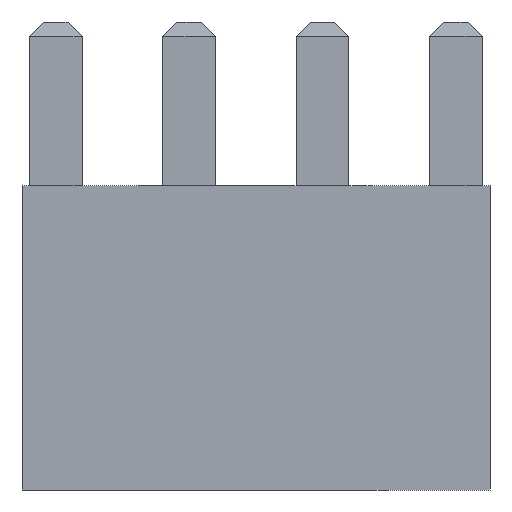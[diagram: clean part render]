
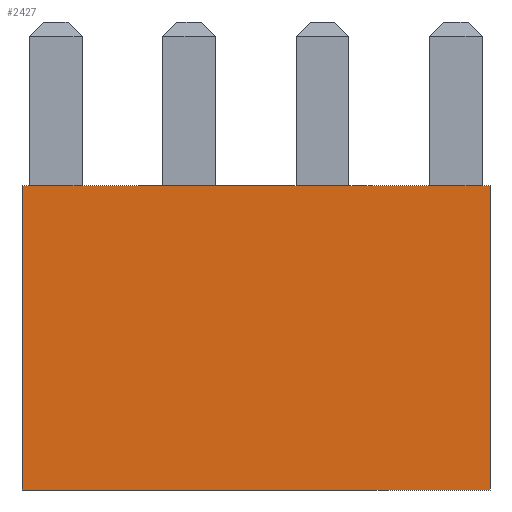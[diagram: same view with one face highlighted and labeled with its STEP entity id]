
A CAD part, left-side view. The second image highlights one B-rep face of the part: STEP entity #2427.
In plain terms, the highlighted planar face has unit normal (-1, 0, 0).
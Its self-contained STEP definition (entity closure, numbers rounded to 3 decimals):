
#128 = CARTESIAN_POINT ( 'NONE',  ( -5., -5., 0. ) ) ;
#146 = CARTESIAN_POINT ( 'NONE',  ( -5., 5., 0. ) ) ;
#295 = VECTOR ( 'NONE', #928, 1000. ) ;
#306 = VECTOR ( 'NONE', #895, 1000. ) ;
#341 = VECTOR ( 'NONE', #804, 1000. ) ;
#370 = VECTOR ( 'NONE', #702, 1000. ) ;
#410 = AXIS2_PLACEMENT_3D ( 'NONE', #531, #529, #528 ) ;
#528 = DIRECTION ( 'NONE',  ( 0., 1., 0. ) ) ;
#529 = DIRECTION ( 'NONE',  ( 1., 0., 0. ) ) ;
#531 = CARTESIAN_POINT ( 'NONE',  ( -5., 5., 6.5 ) ) ;
#532 = PLANE ( 'NONE',  #410 ) ;
#537 = FACE_OUTER_BOUND ( 'NONE', #1832, .T. ) ;
#702 = DIRECTION ( 'NONE',  ( 0., -1., 0. ) ) ;
#703 = CARTESIAN_POINT ( 'NONE',  ( -5., 5., 0. ) ) ;
#704 = LINE ( 'NONE', #703, #370 ) ;
#804 = DIRECTION ( 'NONE',  ( 0., 0., -1. ) ) ;
#805 = CARTESIAN_POINT ( 'NONE',  ( -5., -5., 6.5 ) ) ;
#818 = LINE ( 'NONE', #805, #341 ) ;
#895 = DIRECTION ( 'NONE',  ( 0., -1., 0. ) ) ;
#897 = CARTESIAN_POINT ( 'NONE',  ( -5., 5., 6.5 ) ) ;
#909 = LINE ( 'NONE', #897, #306 ) ;
#928 = DIRECTION ( 'NONE',  ( 0., 0., -1. ) ) ;
#935 = LINE ( 'NONE', #938, #295 ) ;
#938 = CARTESIAN_POINT ( 'NONE',  ( -5., 5., 6.5 ) ) ;
#1142 = CARTESIAN_POINT ( 'NONE',  ( -5., 5., 6.5 ) ) ;
#1167 = CARTESIAN_POINT ( 'NONE',  ( -5., -5., 6.5 ) ) ;
#1183 = ORIENTED_EDGE ( 'NONE', *, *, #2390, .T. ) ;
#1207 = ORIENTED_EDGE ( 'NONE', *, *, #2333, .F. ) ;
#1212 = ORIENTED_EDGE ( 'NONE', *, *, #2322, .T. ) ;
#1253 = ORIENTED_EDGE ( 'NONE', *, *, #2364, .F. ) ;
#1434 = VERTEX_POINT ( 'NONE', #1167 ) ;
#1453 = VERTEX_POINT ( 'NONE', #1142 ) ;
#1633 = VERTEX_POINT ( 'NONE', #146 ) ;
#1651 = VERTEX_POINT ( 'NONE', #128 ) ;
#1832 = EDGE_LOOP ( 'NONE', ( #1183, #1253, #1207, #1212 ) ) ;
#2322 = EDGE_CURVE ( 'NONE', #1453, #1633, #935, .T. ) ;
#2333 = EDGE_CURVE ( 'NONE', #1453, #1434, #909, .T. ) ;
#2364 = EDGE_CURVE ( 'NONE', #1434, #1651, #818, .T. ) ;
#2390 = EDGE_CURVE ( 'NONE', #1633, #1651, #704, .T. ) ;
#2427 = ADVANCED_FACE ( 'NONE', ( #537 ), #532, .F. ) ;
